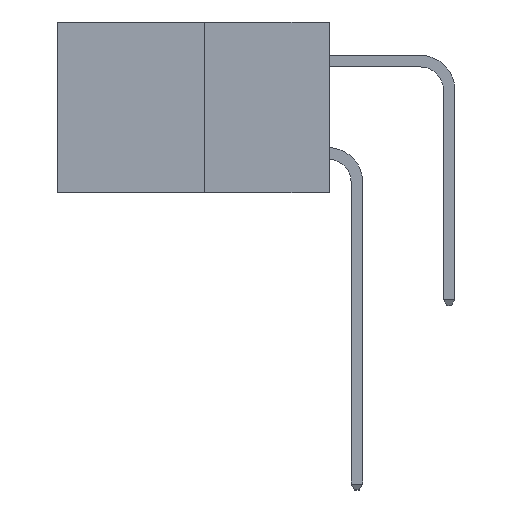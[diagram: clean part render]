
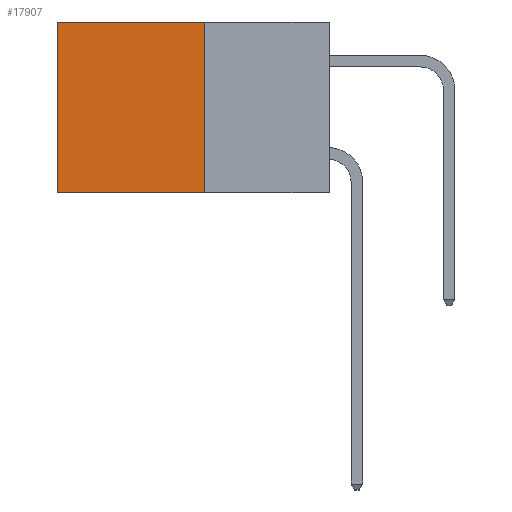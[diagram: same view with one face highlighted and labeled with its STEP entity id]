
A CAD part, left-side view. The second image highlights one B-rep face of the part: STEP entity #17907.
In plain terms, the highlighted planar face has unit normal (-1, 0, 0).
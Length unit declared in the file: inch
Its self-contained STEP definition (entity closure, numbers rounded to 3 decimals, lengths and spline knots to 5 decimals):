
#223 = DIRECTION ( 'NONE',  ( 0., 0., -1. ) ) ;
#1705 = DIRECTION ( 'NONE',  ( 1., 0., 0. ) ) ;
#1973 = ORIENTED_EDGE ( 'NONE', *, *, #2318, .F. ) ;
#2027 = LINE ( 'NONE', #10627, #18884 ) ;
#2318 = EDGE_CURVE ( 'NONE', #18595, #19247, #19105, .T. ) ;
#2561 = CARTESIAN_POINT ( 'NONE',  ( 0.277, 0.27, -0.37 ) ) ;
#3744 = EDGE_CURVE ( 'NONE', #19247, #21246, #21479, .T. ) ;
#3816 = CARTESIAN_POINT ( 'NONE',  ( 0.277, 0.59, 0. ) ) ;
#4774 = FACE_OUTER_BOUND ( 'NONE', #21185, .T. ) ;
#5132 = VECTOR ( 'NONE', #8119, 39.37008 ) ;
#5177 = DIRECTION ( 'NONE',  ( 0., 1., 0. ) ) ;
#5493 = VERTEX_POINT ( 'NONE', #3816 ) ;
#5601 = CARTESIAN_POINT ( 'NONE',  ( 0.277, 0.27, -0.37 ) ) ;
#5897 = VECTOR ( 'NONE', #223, 39.37008 ) ;
#6713 = EDGE_CURVE ( 'NONE', #5493, #21246, #8571, .T. ) ;
#6995 = EDGE_CURVE ( 'NONE', #18595, #5493, #2027, .T. ) ;
#7464 = CARTESIAN_POINT ( 'NONE',  ( 0.277, 0.59, -0.37 ) ) ;
#8119 = DIRECTION ( 'NONE',  ( 0., 0., -1. ) ) ;
#8571 = LINE ( 'NONE', #19643, #5132 ) ;
#10627 = CARTESIAN_POINT ( 'NONE',  ( 0.277, 0.27, 0. ) ) ;
#13168 = ORIENTED_EDGE ( 'NONE', *, *, #6713, .T. ) ;
#13693 = CARTESIAN_POINT ( 'NONE',  ( 0.277, 0.27, 0. ) ) ;
#13755 = DIRECTION ( 'NONE',  ( 0., 0., -1. ) ) ;
#14805 = ORIENTED_EDGE ( 'NONE', *, *, #6995, .T. ) ;
#16919 = ORIENTED_EDGE ( 'NONE', *, *, #3744, .F. ) ;
#17810 = VECTOR ( 'NONE', #5177, 39.37008 ) ;
#17907 = ADVANCED_FACE ( 'NONE', ( #4774 ), #18524, .F. ) ;
#18317 = AXIS2_PLACEMENT_3D ( 'NONE', #20115, #1705, #13755 ) ;
#18524 = PLANE ( 'NONE',  #18317 ) ;
#18595 = VERTEX_POINT ( 'NONE', #13693 ) ;
#18869 = DIRECTION ( 'NONE',  ( 0., 1., 0. ) ) ;
#18884 = VECTOR ( 'NONE', #18869, 39.37008 ) ;
#19105 = LINE ( 'NONE', #2561, #5897 ) ;
#19247 = VERTEX_POINT ( 'NONE', #21078 ) ;
#19643 = CARTESIAN_POINT ( 'NONE',  ( 0.277, 0.59, -0.37 ) ) ;
#20115 = CARTESIAN_POINT ( 'NONE',  ( 0.277, 0.27, -0.37 ) ) ;
#21078 = CARTESIAN_POINT ( 'NONE',  ( 0.277, 0.27, -0.37 ) ) ;
#21185 = EDGE_LOOP ( 'NONE', ( #13168, #16919, #1973, #14805 ) ) ;
#21246 = VERTEX_POINT ( 'NONE', #7464 ) ;
#21479 = LINE ( 'NONE', #5601, #17810 ) ;
